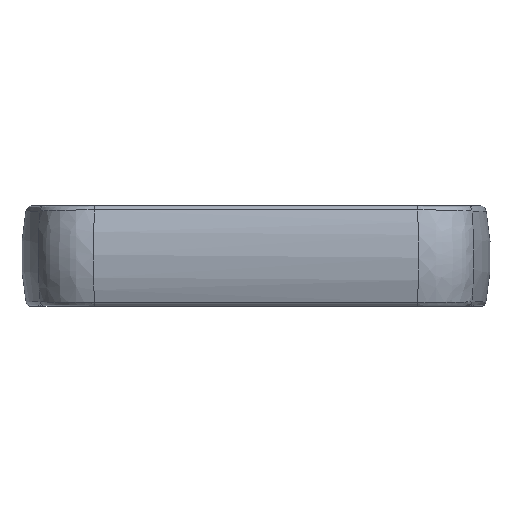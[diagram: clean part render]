
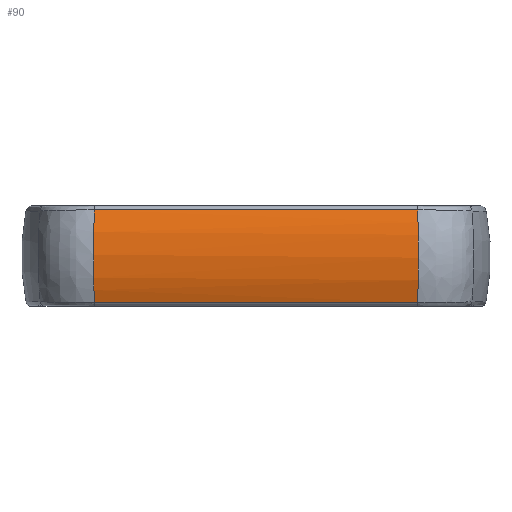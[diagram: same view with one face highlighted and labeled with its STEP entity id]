
A CAD part, top view. The second image highlights one B-rep face of the part: STEP entity #90.
In plain terms, the highlighted cylindrical face has radius 35 mm (diameter 70 mm), a partial arc.
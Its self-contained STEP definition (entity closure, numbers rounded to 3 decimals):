
#90 = ADVANCED_FACE( '', ( #210 ), #211, .T. );
#210 = FACE_OUTER_BOUND( '', #879, .T. );
#211 = CYLINDRICAL_SURFACE( '', #880, 35. );
#879 = EDGE_LOOP( '', ( #2494, #2495, #2496, #2497 ) );
#880 = AXIS2_PLACEMENT_3D( '', #2498, #2499, #2500 );
#2494 = ORIENTED_EDGE( '', *, *, #2789, .T. );
#2495 = ORIENTED_EDGE( '', *, *, #2790, .T. );
#2496 = ORIENTED_EDGE( '', *, *, #2791, .T. );
#2497 = ORIENTED_EDGE( '', *, *, #2768, .T. );
#2498 = CARTESIAN_POINT( '', ( 131.007, 0., 2. ) );
#2499 = DIRECTION( '', ( 1., 0., 0. ) );
#2500 = DIRECTION( '', ( 0., 0., 1. ) );
#2768 = EDGE_CURVE( '', #2917, #2922, #2924, .F. );
#2789 = EDGE_CURVE( '', #2922, #2954, #2955, .T. );
#2790 = EDGE_CURVE( '', #2954, #2956, #2957, .T. );
#2791 = EDGE_CURVE( '', #2956, #2917, #2958, .T. );
#2917 = VERTEX_POINT( '', #3386 );
#2922 = VERTEX_POINT( '', #3392 );
#2924 = LINE( '', #3394, #3395 );
#2954 = VERTEX_POINT( '', #3531 );
#2955 = B_SPLINE_CURVE_WITH_KNOTS( '', 3, ( #3532, #3533, #3534, #3535, #3536, #3537, #3538, #3539, #3540, #3541, #3542, #3543, #3544, #3545, #3546, #3547, #3548, #3549, #3550, #3551, #3552, #3553, #3554, #3555, #3556, #3557, #3558, #3559, #3560, #3561, #3562, #3563, #3564, #3565, #3566, #3567, #3568 ), .UNSPECIFIED., .F., .F., ( 4, 2, 1, 2, 2, 2, 1, 1, 1, 1, 1, 1, 2, 2, 1, 1, 2, 1, 1, 1, 2, 1, 2, 2, 4 ), ( 0.001, 0.003, 0.003, 0.003, 0.003, 0.004, 0.006, 0.007, 0.009, 0.01, 0.012, 0.013, 0.015, 0.015, 0.015, 0.016, 0.016, 0.018, 0.019, 0.021, 0.022, 0.023, 0.024, 0.024, 0.026 ), .UNSPECIFIED. );
#2956 = VERTEX_POINT( '', #3569 );
#2957 = LINE( '', #3570, #3571 );
#2958 = B_SPLINE_CURVE_WITH_KNOTS( '', 3, ( #3572, #3573, #3574, #3575, #3576, #3577, #3578, #3579, #3580, #3581, #3582, #3583, #3584, #3585, #3586, #3587, #3588, #3589, #3590, #3591, #3592, #3593, #3594, #3595, #3596, #3597, #3598, #3599, #3600, #3601, #3602, #3603, #3604, #3605, #3606, #3607 ), .UNSPECIFIED., .F., .F., ( 4, 2, 2, 2, 2, 1, 1, 1, 1, 1, 2, 1, 1, 2, 2, 1, 1, 1, 1, 2, 1, 2, 2, 4 ), ( 0.001, 0.003, 0.003, 0.004, 0.004, 0.006, 0.007, 0.009, 0.01, 0.012, 0.013, 0.014, 0.015, 0.015, 0.015, 0.017, 0.018, 0.02, 0.021, 0.023, 0.023, 0.024, 0.024, 0.026 ), .UNSPECIFIED. );
#3386 = CARTESIAN_POINT( '', ( -41.72, -12.015, 34.873 ) );
#3392 = CARTESIAN_POINT( '', ( 41.72, -12.015, 34.873 ) );
#3394 = CARTESIAN_POINT( '', ( 131.007, -12.015, 34.873 ) );
#3395 = VECTOR( '', #4550, 1000. );
#3531 = CARTESIAN_POINT( '', ( 41.725, 11.842, 34.936 ) );
#3532 = CARTESIAN_POINT( '', ( 41.72, -12.015, 34.873 ) );
#3533 = CARTESIAN_POINT( '', ( 41.734, -11.536, 35.048 ) );
#3534 = CARTESIAN_POINT( '', ( 41.748, -11.053, 35.213 ) );
#3535 = CARTESIAN_POINT( '', ( 41.764, -10.445, 35.405 ) );
#3536 = CARTESIAN_POINT( '', ( 41.769, -10.263, 35.462 ) );
#3537 = CARTESIAN_POINT( '', ( 41.774, -10.079, 35.517 ) );
#3538 = CARTESIAN_POINT( '', ( 41.777, -9.957, 35.554 ) );
#3539 = CARTESIAN_POINT( '', ( 41.778, -9.896, 35.572 ) );
#3540 = CARTESIAN_POINT( '', ( 41.786, -9.59, 35.661 ) );
#3541 = CARTESIAN_POINT( '', ( 41.791, -9.345, 35.73 ) );
#3542 = CARTESIAN_POINT( '', ( 41.808, -8.609, 35.929 ) );
#3543 = CARTESIAN_POINT( '', ( 41.829, -7.624, 36.171 ) );
#3544 = CARTESIAN_POINT( '', ( 41.855, -6.139, 36.468 ) );
#3545 = CARTESIAN_POINT( '', ( 41.875, -4.647, 36.701 ) );
#3546 = CARTESIAN_POINT( '', ( 41.89, -3.146, 36.869 ) );
#3547 = CARTESIAN_POINT( '', ( 41.899, -1.637, 36.973 ) );
#3548 = CARTESIAN_POINT( '', ( 41.903, -0.12, 37.011 ) );
#3549 = CARTESIAN_POINT( '', ( 41.901, 0.897, 36.992 ) );
#3550 = CARTESIAN_POINT( '', ( 41.899, 1.471, 36.969 ) );
#3551 = CARTESIAN_POINT( '', ( 41.899, 1.534, 36.966 ) );
#3552 = CARTESIAN_POINT( '', ( 41.898, 1.662, 36.961 ) );
#3553 = CARTESIAN_POINT( '', ( 41.897, 1.853, 36.951 ) );
#3554 = CARTESIAN_POINT( '', ( 41.895, 2.299, 36.926 ) );
#3555 = CARTESIAN_POINT( '', ( 41.893, 2.679, 36.898 ) );
#3556 = CARTESIAN_POINT( '', ( 41.887, 3.439, 36.834 ) );
#3557 = CARTESIAN_POINT( '', ( 41.878, 4.449, 36.727 ) );
#3558 = CARTESIAN_POINT( '', ( 41.858, 5.952, 36.501 ) );
#3559 = CARTESIAN_POINT( '', ( 41.832, 7.444, 36.211 ) );
#3560 = CARTESIAN_POINT( '', ( 41.812, 8.431, 35.973 ) );
#3561 = CARTESIAN_POINT( '', ( 41.796, 9.168, 35.779 ) );
#3562 = CARTESIAN_POINT( '', ( 41.787, 9.536, 35.678 ) );
#3563 = CARTESIAN_POINT( '', ( 41.778, 9.903, 35.57 ) );
#3564 = CARTESIAN_POINT( '', ( 41.772, 10.147, 35.497 ) );
#3565 = CARTESIAN_POINT( '', ( 41.769, 10.269, 35.46 ) );
#3566 = CARTESIAN_POINT( '', ( 41.753, 10.879, 35.27 ) );
#3567 = CARTESIAN_POINT( '', ( 41.739, 11.362, 35.108 ) );
#3568 = CARTESIAN_POINT( '', ( 41.725, 11.842, 34.936 ) );
#3569 = CARTESIAN_POINT( '', ( -41.725, 11.842, 34.936 ) );
#3570 = CARTESIAN_POINT( '', ( 131.007, 11.842, 34.936 ) );
#3571 = VECTOR( '', #4577, 1000. );
#3572 = CARTESIAN_POINT( '', ( -41.725, 11.842, 34.936 ) );
#3573 = CARTESIAN_POINT( '', ( -41.739, 11.362, 35.108 ) );
#3574 = CARTESIAN_POINT( '', ( -41.753, 10.879, 35.27 ) );
#3575 = CARTESIAN_POINT( '', ( -41.769, 10.27, 35.46 ) );
#3576 = CARTESIAN_POINT( '', ( -41.772, 10.148, 35.497 ) );
#3577 = CARTESIAN_POINT( '', ( -41.778, 9.903, 35.57 ) );
#3578 = CARTESIAN_POINT( '', ( -41.781, 9.781, 35.606 ) );
#3579 = CARTESIAN_POINT( '', ( -41.79, 9.413, 35.711 ) );
#3580 = CARTESIAN_POINT( '', ( -41.796, 9.168, 35.779 ) );
#3581 = CARTESIAN_POINT( '', ( -41.812, 8.431, 35.973 ) );
#3582 = CARTESIAN_POINT( '', ( -41.832, 7.446, 36.21 ) );
#3583 = CARTESIAN_POINT( '', ( -41.858, 5.961, 36.5 ) );
#3584 = CARTESIAN_POINT( '', ( -41.877, 4.467, 36.725 ) );
#3585 = CARTESIAN_POINT( '', ( -41.891, 2.965, 36.885 ) );
#3586 = CARTESIAN_POINT( '', ( -41.9, 1.455, 36.981 ) );
#3587 = CARTESIAN_POINT( '', ( -41.902, 0.443, 37.001 ) );
#3588 = CARTESIAN_POINT( '', ( -41.902, -0.318, 36.999 ) );
#3589 = CARTESIAN_POINT( '', ( -41.901, -0.699, 36.995 ) );
#3590 = CARTESIAN_POINT( '', ( -41.9, -1.145, 36.982 ) );
#3591 = CARTESIAN_POINT( '', ( -41.899, -1.336, 36.975 ) );
#3592 = CARTESIAN_POINT( '', ( -41.899, -1.463, 36.969 ) );
#3593 = CARTESIAN_POINT( '', ( -41.899, -1.527, 36.967 ) );
#3594 = CARTESIAN_POINT( '', ( -41.896, -2.101, 36.941 ) );
#3595 = CARTESIAN_POINT( '', ( -41.89, -3.117, 36.872 ) );
#3596 = CARTESIAN_POINT( '', ( -41.875, -4.63, 36.704 ) );
#3597 = CARTESIAN_POINT( '', ( -41.855, -6.132, 36.47 ) );
#3598 = CARTESIAN_POINT( '', ( -41.829, -7.622, 36.171 ) );
#3599 = CARTESIAN_POINT( '', ( -41.808, -8.608, 35.929 ) );
#3600 = CARTESIAN_POINT( '', ( -41.791, -9.345, 35.73 ) );
#3601 = CARTESIAN_POINT( '', ( -41.783, -9.713, 35.627 ) );
#3602 = CARTESIAN_POINT( '', ( -41.774, -10.079, 35.518 ) );
#3603 = CARTESIAN_POINT( '', ( -41.767, -10.323, 35.443 ) );
#3604 = CARTESIAN_POINT( '', ( -41.764, -10.445, 35.405 ) );
#3605 = CARTESIAN_POINT( '', ( -41.748, -11.053, 35.213 ) );
#3606 = CARTESIAN_POINT( '', ( -41.734, -11.536, 35.048 ) );
#3607 = CARTESIAN_POINT( '', ( -41.72, -12.015, 34.873 ) );
#4550 = DIRECTION( '', ( -1., 0., 0. ) );
#4577 = DIRECTION( '', ( -1., 0., 0. ) );
